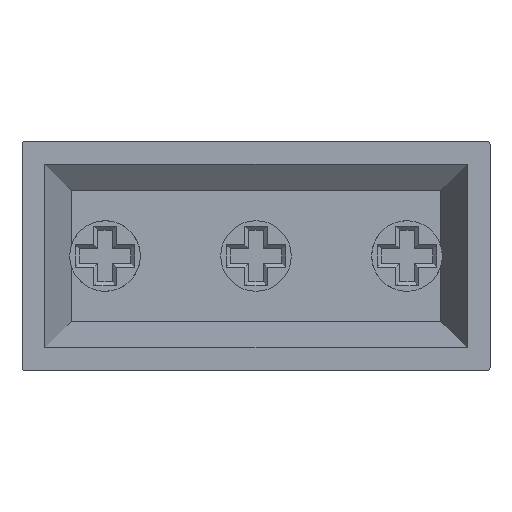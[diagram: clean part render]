
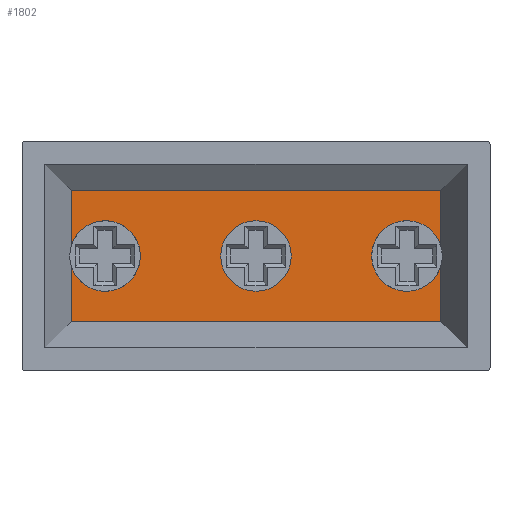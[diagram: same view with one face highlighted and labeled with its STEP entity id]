
A CAD part, front view. The second image highlights one B-rep face of the part: STEP entity #1802.
In plain terms, the highlighted planar face has unit normal (0, -1, 0).
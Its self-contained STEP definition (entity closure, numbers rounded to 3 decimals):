
#104=LINE('',#2606,#322);
#105=LINE('',#2608,#323);
#106=LINE('',#2610,#324);
#107=LINE('',#2614,#325);
#108=LINE('',#2616,#326);
#109=LINE('',#2617,#327);
#322=VECTOR('',#2132,10.);
#323=VECTOR('',#2133,10.);
#324=VECTOR('',#2134,10.);
#325=VECTOR('',#2137,10.);
#326=VECTOR('',#2138,10.);
#327=VECTOR('',#2139,10.);
#506=PLANE('',#1915);
#570=FACE_BOUND('',#716,.T.);
#605=FACE_OUTER_BOUND('',#715,.T.);
#715=EDGE_LOOP('',(#1369,#1370,#1371,#1372,#1373,#1374,#1375,#1376));
#716=EDGE_LOOP('',(#1377));
#803=CIRCLE('',#1888,2.8);
#804=CIRCLE('',#1916,2.8);
#805=CIRCLE('',#1917,2.8);
#824=VERTEX_POINT('',#2478);
#825=VERTEX_POINT('',#2479);
#862=VERTEX_POINT('',#2605);
#863=VERTEX_POINT('',#2607);
#864=VERTEX_POINT('',#2609);
#865=VERTEX_POINT('',#2611);
#866=VERTEX_POINT('',#2613);
#867=VERTEX_POINT('',#2615);
#868=VERTEX_POINT('',#2618);
#987=EDGE_CURVE('',#825,#824,#803,.T.);
#1048=EDGE_CURVE('',#862,#824,#104,.T.);
#1049=EDGE_CURVE('',#863,#862,#105,.T.);
#1050=EDGE_CURVE('',#864,#863,#106,.T.);
#1051=EDGE_CURVE('',#864,#865,#804,.T.);
#1052=EDGE_CURVE('',#866,#865,#107,.T.);
#1053=EDGE_CURVE('',#867,#866,#108,.T.);
#1054=EDGE_CURVE('',#825,#867,#109,.T.);
#1055=EDGE_CURVE('',#868,#868,#805,.T.);
#1369=ORIENTED_EDGE('',*,*,#987,.T.);
#1370=ORIENTED_EDGE('',*,*,#1048,.F.);
#1371=ORIENTED_EDGE('',*,*,#1049,.F.);
#1372=ORIENTED_EDGE('',*,*,#1050,.F.);
#1373=ORIENTED_EDGE('',*,*,#1051,.T.);
#1374=ORIENTED_EDGE('',*,*,#1052,.F.);
#1375=ORIENTED_EDGE('',*,*,#1053,.F.);
#1376=ORIENTED_EDGE('',*,*,#1054,.F.);
#1377=ORIENTED_EDGE('',*,*,#1055,.T.);
#1802=ADVANCED_FACE('',(#605,#570),#506,.F.);
#1888=AXIS2_PLACEMENT_3D('',#2481,#2016,#2017);
#1915=AXIS2_PLACEMENT_3D('',#2604,#2130,#2131);
#1916=AXIS2_PLACEMENT_3D('',#2612,#2135,#2136);
#1917=AXIS2_PLACEMENT_3D('',#2619,#2140,#2141);
#2016=DIRECTION('center_axis',(0.,1.,0.));
#2017=DIRECTION('ref_axis',(1.,0.,0.));
#2130=DIRECTION('center_axis',(0.,1.,0.));
#2131=DIRECTION('ref_axis',(0.,0.,1.));
#2132=DIRECTION('',(0.,0.,1.));
#2133=DIRECTION('',(-1.,0.,0.));
#2134=DIRECTION('',(0.,0.,-1.));
#2135=DIRECTION('center_axis',(0.,1.,0.));
#2136=DIRECTION('ref_axis',(1.,0.,0.));
#2137=DIRECTION('',(0.,0.,-1.));
#2138=DIRECTION('',(1.,0.,0.));
#2139=DIRECTION('',(0.,0.,1.));
#2140=DIRECTION('center_axis',(0.,1.,0.));
#2141=DIRECTION('ref_axis',(1.,0.,0.));
#2478=CARTESIAN_POINT('',(-14.7,5.7,-0.742));
#2479=CARTESIAN_POINT('',(-14.7,5.7,0.742));
#2481=CARTESIAN_POINT('Origin',(-12.,5.7,0.));
#2604=CARTESIAN_POINT('Origin',(9.5,5.7,0.));
#2605=CARTESIAN_POINT('',(-14.7,5.7,-5.2));
#2606=CARTESIAN_POINT('',(-14.7,5.7,-5.2));
#2607=CARTESIAN_POINT('',(14.7,5.7,-5.2));
#2608=CARTESIAN_POINT('',(14.7,5.7,-5.2));
#2609=CARTESIAN_POINT('',(14.7,5.7,-0.742));
#2610=CARTESIAN_POINT('',(14.7,5.7,5.2));
#2611=CARTESIAN_POINT('',(14.7,5.7,0.742));
#2612=CARTESIAN_POINT('Origin',(12.,5.7,0.));
#2613=CARTESIAN_POINT('',(14.7,5.7,5.2));
#2614=CARTESIAN_POINT('',(14.7,5.7,5.2));
#2615=CARTESIAN_POINT('',(-14.7,5.7,5.2));
#2616=CARTESIAN_POINT('',(4.3,5.7,5.2));
#2617=CARTESIAN_POINT('',(-14.7,5.7,-5.2));
#2618=CARTESIAN_POINT('',(-2.8,5.7,0.));
#2619=CARTESIAN_POINT('Origin',(0.,5.7,0.));
